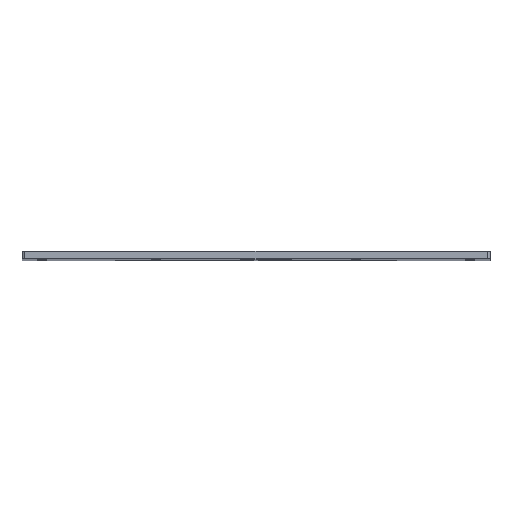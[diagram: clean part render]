
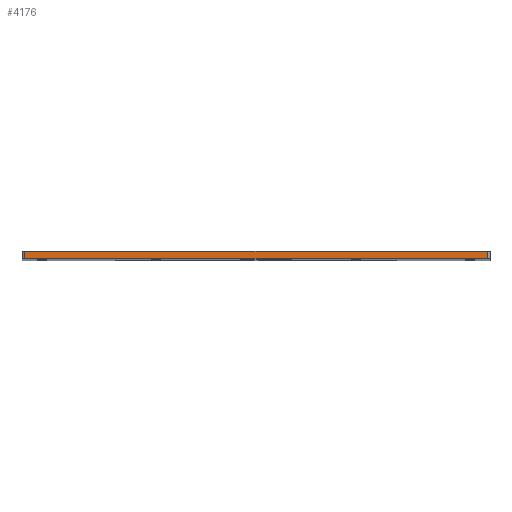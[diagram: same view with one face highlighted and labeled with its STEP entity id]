
A CAD part, top view. The second image highlights one B-rep face of the part: STEP entity #4176.
In plain terms, the highlighted planar face has unit normal (0, 0, 1).
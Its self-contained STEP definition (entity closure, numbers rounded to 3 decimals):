
#594=FACE_OUTER_BOUND('',#916,.T.);
#916=EDGE_LOOP('',(#3867,#3868,#3869,#3870));
#930=LINE('',#5650,#1340);
#934=LINE('',#5659,#1344);
#1037=LINE('',#6075,#1447);
#1044=LINE('',#6093,#1454);
#1340=VECTOR('',#4558,10.);
#1344=VECTOR('',#4566,10.);
#1447=VECTOR('',#4821,10.);
#1454=VECTOR('',#4842,10.);
#1745=VERTEX_POINT('',#5643);
#1748=VERTEX_POINT('',#5648);
#1751=VERTEX_POINT('',#5658);
#1938=VERTEX_POINT('',#6074);
#2140=EDGE_CURVE('',#1748,#1745,#930,.T.);
#2144=EDGE_CURVE('',#1745,#1751,#934,.T.);
#2332=EDGE_CURVE('',#1751,#1938,#1037,.T.);
#2342=EDGE_CURVE('',#1938,#1748,#1044,.T.);
#3867=ORIENTED_EDGE('',*,*,#2140,.F.);
#3868=ORIENTED_EDGE('',*,*,#2342,.F.);
#3869=ORIENTED_EDGE('',*,*,#2332,.F.);
#3870=ORIENTED_EDGE('',*,*,#2144,.F.);
#3980=PLANE('',#4528);
#4176=ADVANCED_FACE('',(#594),#3980,.T.);
#4528=AXIS2_PLACEMENT_3D('',#6953,#5615,#5616);
#4558=DIRECTION('',(0.,1.,0.));
#4566=DIRECTION('',(1.,0.,0.));
#4821=DIRECTION('',(0.,-1.,0.));
#4842=DIRECTION('',(-1.,0.,0.));
#5615=DIRECTION('center_axis',(0.,0.,1.));
#5616=DIRECTION('ref_axis',(1.,0.,0.));
#5643=CARTESIAN_POINT('',(1.,3.,506.));
#5648=CARTESIAN_POINT('',(1.,0.,506.));
#5650=CARTESIAN_POINT('',(1.,0.,506.));
#5658=CARTESIAN_POINT('',(185.,3.,506.));
#5659=CARTESIAN_POINT('',(186.,3.,506.));
#6074=CARTESIAN_POINT('',(185.,0.,506.));
#6075=CARTESIAN_POINT('',(185.,0.,506.));
#6093=CARTESIAN_POINT('',(186.,0.,506.));
#6953=CARTESIAN_POINT('Origin',(0.,0.,506.));
